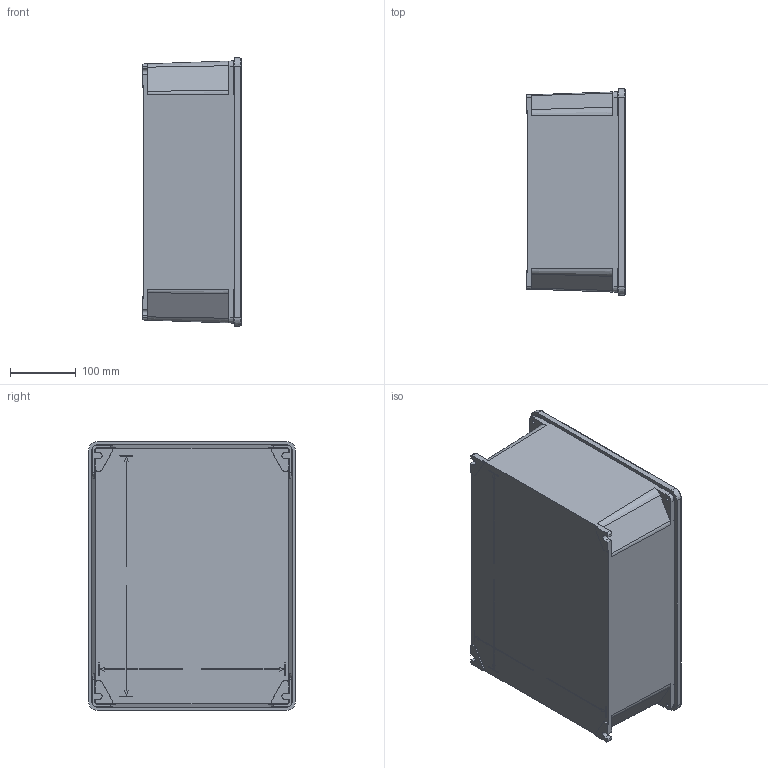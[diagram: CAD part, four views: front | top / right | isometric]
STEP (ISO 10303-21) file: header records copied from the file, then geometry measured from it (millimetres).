
FILE_DESCRIPTION( ( 'STEP AP214' ), '1' );
FILE_NAME( '65306.stp', '2018-12-14T19:54:44', ( '' ), ( '' ), ' ', 'PARTsolutions', ' ' );
FILE_SCHEMA( ( 'AUTOMOTIVE_DESIGN { 1 0 10303 214 1 1 1 1 }' ) );
Length unit declared in the file: millimetre
Products named in the file (3): 65306; _65306_1; _65306_2
Assembly tree (2 placements, depth 2):
  65306
    _65306_1
    _65306_2
Bounding box: 150.5 x 315 x 410 mm (x, y, z)
Volume: 1512281.7 mm3; surface area: 897256.7 mm2
Topology: 2 solids, 2 shells, 373 faces, 988 edges, 640 vertices
Faces by surface type: plane 223, cylinder 70, cone 68, torus 12
Full cylindrical faces by diameter (mm): 5 x4, 5.5 x8, 6.5 x4
Entity records: 14428 total; most frequent: DIRECTION 1992, CARTESIAN_POINT 1972, ORIENTED_EDGE 1912, EDGE_CURVE 956, LINE 672, VECTOR 672, AXIS2_PLACEMENT_3D 660, VERTEX_POINT 640
